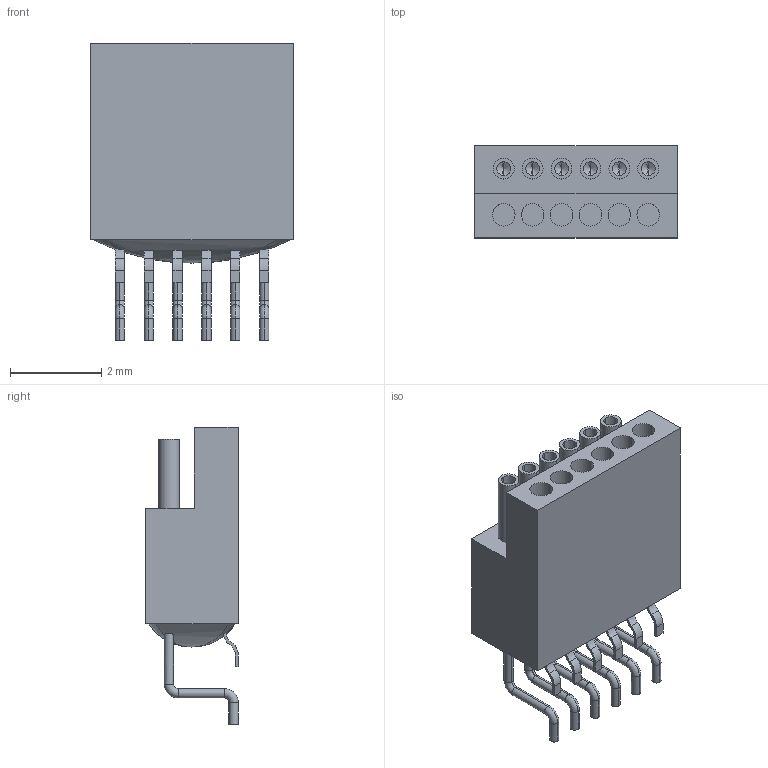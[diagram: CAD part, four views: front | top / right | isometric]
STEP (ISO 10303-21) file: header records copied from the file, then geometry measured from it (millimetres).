
FILE_DESCRIPTION (( 'STEP AP214' ), '1' );
FILE_NAME ('A79623-001 REV D.STEP', '2015-11-06T15:10:33', ( '' ), ( '' ), 'SwSTEP 2.0', 'SolidWorks 2015', '' );
FILE_SCHEMA (( 'AUTOMOTIVE_DESIGN' ));
Length unit declared in the file: inch
Products named in the file (1): A79623-001
Bounding box: 4.45 x 2.03 x 6.53 mm (x, y, z)
Volume: 28.3 mm3; surface area: 175.1 mm2
Topology: 1 solids, 7 shells, 250 faces, 560 edges, 343 vertices
Faces by surface type: cylinder 136, plane 74, torus 24, cone 12, bspline 4
Entity records: 7394 total; most frequent: CARTESIAN_POINT 1692, DIRECTION 1284, ORIENTED_EDGE 1088, EDGE_CURVE 544, AXIS2_PLACEMENT_3D 531, VERTEX_POINT 343, EDGE_LOOP 297, CIRCLE 284
